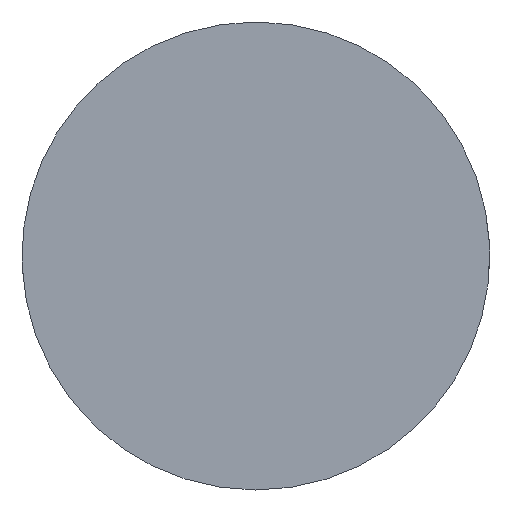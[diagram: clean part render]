
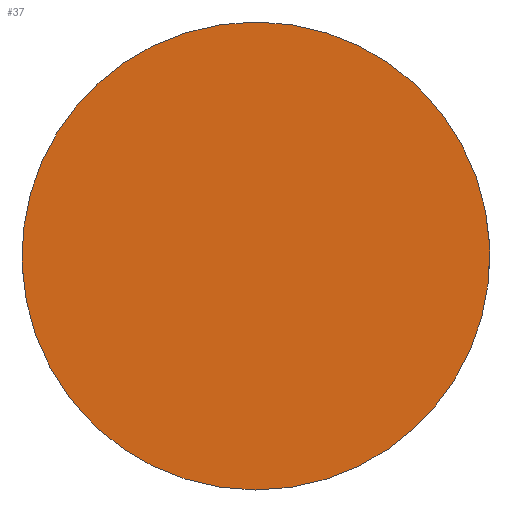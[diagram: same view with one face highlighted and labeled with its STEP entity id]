
A CAD part, top view. The second image highlights one B-rep face of the part: STEP entity #37.
In plain terms, the highlighted planar face has unit normal (0, 0, 1).
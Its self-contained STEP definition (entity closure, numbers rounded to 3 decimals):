
#37=ADVANCED_FACE('',(#49),#171,.T.);
#49=FACE_OUTER_BOUND('',#61,.T.);
#61=EDGE_LOOP('',(#73,#74));
#73=ORIENTED_EDGE('',*,*,#113,.T.);
#74=ORIENTED_EDGE('',*,*,#117,.T.);
#113=EDGE_CURVE('',#151,#153,#133,.T.);
#117=EDGE_CURVE('',#153,#151,#137,.T.);
#133=(
BOUNDED_CURVE()
B_SPLINE_CURVE(2,(#405,#406,#407,#408,#409),.UNSPECIFIED.,.F.,.F.)
B_SPLINE_CURVE_WITH_KNOTS((3,2,3),(0.,20.161,40.323),
 .UNSPECIFIED.)
CURVE()
GEOMETRIC_REPRESENTATION_ITEM()
RATIONAL_B_SPLINE_CURVE((1.,0.707,1.,0.707,1.))
REPRESENTATION_ITEM('')
);
#137=(
BOUNDED_CURVE()
B_SPLINE_CURVE(2,(#453,#454,#455,#456,#457),.UNSPECIFIED.,.F.,.F.)
B_SPLINE_CURVE_WITH_KNOTS((3,2,3),(40.323,60.484,80.645),
 .UNSPECIFIED.)
CURVE()
GEOMETRIC_REPRESENTATION_ITEM()
RATIONAL_B_SPLINE_CURVE((1.,0.707,1.,0.707,1.))
REPRESENTATION_ITEM('')
);
#151=VERTEX_POINT('',#401);
#153=VERTEX_POINT('',#403);
#171=PLANE('',#195);
#195=AXIS2_PLACEMENT_3D('',#209,#202,$);
#202=DIRECTION('',(0.,0.,1.));
#209=CARTESIAN_POINT('',(-126.876,-126.876,490.442));
#401=CARTESIAN_POINT('',(95.562,73.77,490.442));
#403=CARTESIAN_POINT('',(480.582,502.374,490.442));
#405=CARTESIAN_POINT('',(95.562,73.77,490.442));
#406=CARTESIAN_POINT('',(309.864,-118.74,490.442));
#407=CARTESIAN_POINT('',(502.374,95.562,490.442));
#408=CARTESIAN_POINT('',(694.884,309.864,490.442));
#409=CARTESIAN_POINT('',(480.582,502.374,490.442));
#453=CARTESIAN_POINT('',(480.582,502.374,490.442));
#454=CARTESIAN_POINT('',(266.279,694.884,490.442));
#455=CARTESIAN_POINT('',(73.77,480.582,490.442));
#456=CARTESIAN_POINT('',(-118.74,266.279,490.442));
#457=CARTESIAN_POINT('',(95.562,73.77,490.442));
